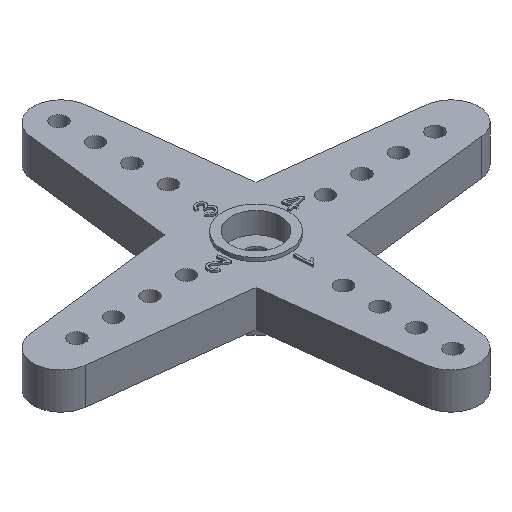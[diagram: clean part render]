
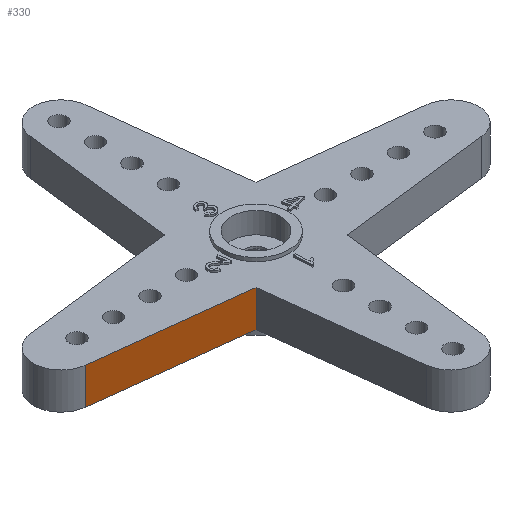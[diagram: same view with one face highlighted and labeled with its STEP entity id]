
A CAD part, isometric view. The second image highlights one B-rep face of the part: STEP entity #330.
In plain terms, the highlighted planar face has unit normal (-0.119, -0.993, 0).
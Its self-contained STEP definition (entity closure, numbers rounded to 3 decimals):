
#94 = CARTESIAN_POINT ( 'NONE',  ( -27.171, -3.75, 5. ) ) ;
#330 = ADVANCED_FACE ( 'NONE', ( #4075 ), #6116, .F. ) ;
#496 = DIRECTION ( 'NONE',  ( 0.119, 0.993, 0. ) ) ;
#1013 = ORIENTED_EDGE ( 'NONE', *, *, #3275, .T. ) ;
#1191 = DIRECTION ( 'NONE',  ( 0., 0., -1. ) ) ;
#1215 = LINE ( 'NONE', #1848, #3021 ) ;
#1302 = DIRECTION ( 'NONE',  ( 0., 0., -1. ) ) ;
#1414 = EDGE_CURVE ( 'NONE', #3659, #3317, #5336, .T. ) ;
#1735 = CARTESIAN_POINT ( 'NONE',  ( -6.25, -6.25, 5. ) ) ;
#1848 = CARTESIAN_POINT ( 'NONE',  ( -6.25, -6.25, 5. ) ) ;
#1961 = DIRECTION ( 'NONE',  ( -0.993, 0.119, 0. ) ) ;
#2025 = CARTESIAN_POINT ( 'NONE',  ( -6.25, -6.25, 5. ) ) ;
#2446 = AXIS2_PLACEMENT_3D ( 'NONE', #2025, #496, #1961 ) ;
#2482 = CARTESIAN_POINT ( 'NONE',  ( -27.171, -3.75, 0. ) ) ;
#2655 = DIRECTION ( 'NONE',  ( 0.993, -0.119, 0. ) ) ;
#2736 = VERTEX_POINT ( 'NONE', #2817 ) ;
#2817 = CARTESIAN_POINT ( 'NONE',  ( -6.25, -6.25, 5. ) ) ;
#3021 = VECTOR ( 'NONE', #4480, 1000. ) ;
#3266 = CARTESIAN_POINT ( 'NONE',  ( -27.171, -3.75, 5. ) ) ;
#3275 = EDGE_CURVE ( 'NONE', #5623, #3659, #4197, .T. ) ;
#3317 = VERTEX_POINT ( 'NONE', #5536 ) ;
#3659 = VERTEX_POINT ( 'NONE', #2482 ) ;
#3740 = VECTOR ( 'NONE', #2655, 1000. ) ;
#4075 = FACE_OUTER_BOUND ( 'NONE', #5255, .T. ) ;
#4197 = LINE ( 'NONE', #94, #5148 ) ;
#4269 = VECTOR ( 'NONE', #1302, 1000. ) ;
#4372 = EDGE_CURVE ( 'NONE', #2736, #3317, #5645, .T. ) ;
#4480 = DIRECTION ( 'NONE',  ( 0.993, -0.119, 0. ) ) ;
#4799 = EDGE_CURVE ( 'NONE', #5623, #2736, #1215, .T. ) ;
#4997 = ORIENTED_EDGE ( 'NONE', *, *, #4372, .F. ) ;
#5137 = CARTESIAN_POINT ( 'NONE',  ( -6.25, -6.25, 0. ) ) ;
#5148 = VECTOR ( 'NONE', #1191, 1000. ) ;
#5255 = EDGE_LOOP ( 'NONE', ( #5969, #4997, #6484, #1013 ) ) ;
#5336 = LINE ( 'NONE', #5137, #3740 ) ;
#5536 = CARTESIAN_POINT ( 'NONE',  ( -6.25, -6.25, 0. ) ) ;
#5623 = VERTEX_POINT ( 'NONE', #3266 ) ;
#5645 = LINE ( 'NONE', #1735, #4269 ) ;
#5969 = ORIENTED_EDGE ( 'NONE', *, *, #1414, .T. ) ;
#6116 = PLANE ( 'NONE',  #2446 ) ;
#6484 = ORIENTED_EDGE ( 'NONE', *, *, #4799, .F. ) ;
